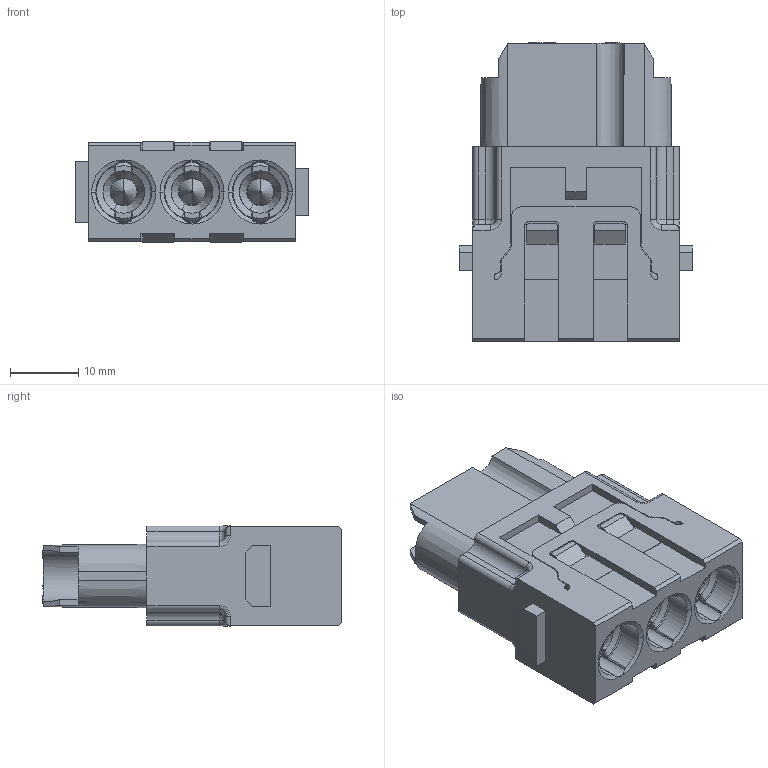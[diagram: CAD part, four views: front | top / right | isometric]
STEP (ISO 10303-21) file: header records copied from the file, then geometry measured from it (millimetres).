
FILE_DESCRIPTION((''),'2;1');
FILE_NAME('2_ASM','2021-08-25T',('dn.ye'),(''),'PRO/ENGINEER BY PARAMETRIC TECHNOLOGY CORPORATION, 2012480','PRO/ENGINEER BY PARAMETRIC TECHNOLOGY CORPORATION, 2012480','');
FILE_SCHEMA(('AUTOMOTIVE_DESIGN { 1 0 10303 214 1 1 1 1 }'));
Products named in the file (1): 2_ASM
Bounding box: 34.2 x 43.8 x 14.7 mm (x, y, z)
Volume: 10798.3 mm3; surface area: 16525.9 mm2
Topology: 1 solids, 11 shells, 1334 faces, 3901 edges, 2535 vertices
Faces by surface type: plane 586, cylinder 312, cone 216, bspline 180, torus 28, sphere 12
Entity records: 80969 total; most frequent: CARTESIAN_POINT 37898, ORIENTED_EDGE 7754, DIRECTION 6057, EDGE_CURVE 3883, VERTEX_POINT 2535, AXIS2_PLACEMENT_3D 2174, VECTOR 1709, LINE 1709
